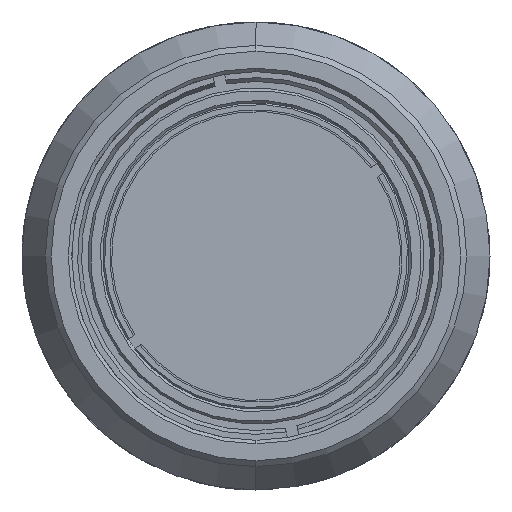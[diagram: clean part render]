
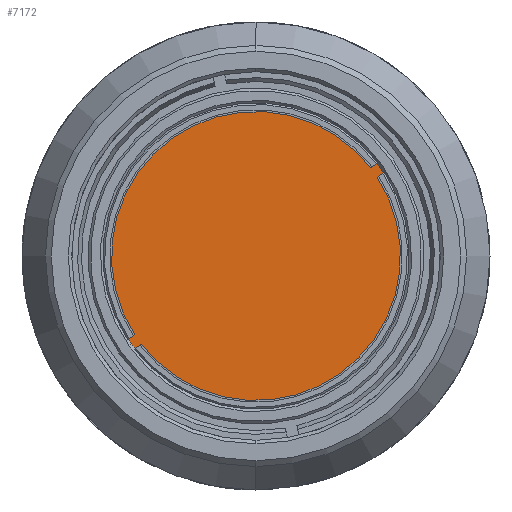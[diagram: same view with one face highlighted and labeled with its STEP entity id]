
A CAD part, left-side view. The second image highlights one B-rep face of the part: STEP entity #7172.
In plain terms, the highlighted planar face has unit normal (-1, 0, 0).
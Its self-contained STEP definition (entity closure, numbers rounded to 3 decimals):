
#88 = EDGE_CURVE ( 'NONE', #5593, #6811, #1836, .T. ) ;
#95 = CARTESIAN_POINT ( 'NONE',  ( 3.36, 9.783, -7.538 ) ) ;
#125 = DIRECTION ( 'NONE',  ( 1., 0., 0. ) ) ;
#182 = DIRECTION ( 'NONE',  ( 0., 0., 1. ) ) ;
#378 = ORIENTED_EDGE ( 'NONE', *, *, #4051, .F. ) ;
#399 = AXIS2_PLACEMENT_3D ( 'NONE', #3723, #1318, #1369 ) ;
#547 = CARTESIAN_POINT ( 'NONE',  ( 3.36, 0., 0. ) ) ;
#552 = CARTESIAN_POINT ( 'NONE',  ( 3.36, 10.314, -7.913 ) ) ;
#650 = DIRECTION ( 'NONE',  ( -1., 0., 0. ) ) ;
#749 = EDGE_CURVE ( 'NONE', #1867, #5247, #4236, .T. ) ;
#832 = VERTEX_POINT ( 'NONE', #95 ) ;
#1065 = CARTESIAN_POINT ( 'NONE',  ( 3.36, 10.361, -6.721 ) ) ;
#1265 = AXIS2_PLACEMENT_3D ( 'NONE', #547, #650, #7062 ) ;
#1273 = CARTESIAN_POINT ( 'NONE',  ( 3.36, 10.892, -7.097 ) ) ;
#1274 = CARTESIAN_POINT ( 'NONE',  ( 3.36, 0., 0. ) ) ;
#1294 = VERTEX_POINT ( 'NONE', #2783 ) ;
#1318 = DIRECTION ( 'NONE',  ( -1., 0., 0. ) ) ;
#1369 = DIRECTION ( 'NONE',  ( 0., 0.816, -0.578 ) ) ;
#1703 = DIRECTION ( 'NONE',  ( 0., 0.816, -0.578 ) ) ;
#1836 = LINE ( 'NONE', #6545, #3630 ) ;
#1867 = VERTEX_POINT ( 'NONE', #5213 ) ;
#1953 = DIRECTION ( 'NONE',  ( 0., 0.816, -0.578 ) ) ;
#2135 = ORIENTED_EDGE ( 'NONE', *, *, #6878, .F. ) ;
#2143 = VERTEX_POINT ( 'NONE', #552 ) ;
#2367 = LINE ( 'NONE', #5281, #7188 ) ;
#2394 = CIRCLE ( 'NONE', #399, 12.35 ) ;
#2474 = DIRECTION ( 'NONE',  ( 0., 0., 1. ) ) ;
#2783 = CARTESIAN_POINT ( 'NONE',  ( 3.36, -9.783, 7.538 ) ) ;
#2831 = ORIENTED_EDGE ( 'NONE', *, *, #749, .F. ) ;
#2879 = CIRCLE ( 'NONE', #1265, 12.35 ) ;
#2959 = DIRECTION ( 'NONE',  ( 0., -0.816, 0.578 ) ) ;
#2966 = CIRCLE ( 'NONE', #5726, 13. ) ;
#3356 = AXIS2_PLACEMENT_3D ( 'NONE', #6754, #4304, #182 ) ;
#3418 = CARTESIAN_POINT ( 'NONE',  ( 3.36, -10.314, 7.913 ) ) ;
#3555 = ORIENTED_EDGE ( 'NONE', *, *, #88, .F. ) ;
#3630 = VECTOR ( 'NONE', #1703, 1000. ) ;
#3720 = EDGE_CURVE ( 'NONE', #832, #2143, #4619, .T. ) ;
#3723 = CARTESIAN_POINT ( 'NONE',  ( 3.36, 0., 0. ) ) ;
#4046 = ORIENTED_EDGE ( 'NONE', *, *, #6181, .T. ) ;
#4051 = EDGE_CURVE ( 'NONE', #1294, #5029, #2367, .T. ) ;
#4091 = LINE ( 'NONE', #6191, #6402 ) ;
#4236 = CIRCLE ( 'NONE', #5261, 13. ) ;
#4264 = CIRCLE ( 'NONE', #5382, 13. ) ;
#4304 = DIRECTION ( 'NONE',  ( -1., 0., 0. ) ) ;
#4337 = PLANE ( 'NONE',  #3356 ) ;
#4421 = DIRECTION ( 'NONE',  ( 0., 0., 1. ) ) ;
#4508 = VERTEX_POINT ( 'NONE', #1065 ) ;
#4619 = LINE ( 'NONE', #7249, #7298 ) ;
#5029 = VERTEX_POINT ( 'NONE', #3418 ) ;
#5053 = DIRECTION ( 'NONE',  ( 0., -0.816, 0.578 ) ) ;
#5213 = CARTESIAN_POINT ( 'NONE',  ( 3.36, 10.611, -7.511 ) ) ;
#5227 = ORIENTED_EDGE ( 'NONE', *, *, #3720, .F. ) ;
#5247 = VERTEX_POINT ( 'NONE', #1273 ) ;
#5261 = AXIS2_PLACEMENT_3D ( 'NONE', #7170, #6011, #2474 ) ;
#5281 = CARTESIAN_POINT ( 'NONE',  ( 3.36, -11.954, 9.075 ) ) ;
#5353 = ORIENTED_EDGE ( 'NONE', *, *, #6755, .T. ) ;
#5382 = AXIS2_PLACEMENT_3D ( 'NONE', #1274, #125, #5447 ) ;
#5447 = DIRECTION ( 'NONE',  ( 0., 0., 1. ) ) ;
#5505 = EDGE_CURVE ( 'NONE', #5247, #4508, #4091, .T. ) ;
#5593 = VERTEX_POINT ( 'NONE', #5913 ) ;
#5602 = ORIENTED_EDGE ( 'NONE', *, *, #5505, .F. ) ;
#5726 = AXIS2_PLACEMENT_3D ( 'NONE', #7383, #6787, #4421 ) ;
#5816 = FACE_OUTER_BOUND ( 'NONE', #6141, .T. ) ;
#5913 = CARTESIAN_POINT ( 'NONE',  ( 3.36, -10.892, 7.097 ) ) ;
#6011 = DIRECTION ( 'NONE',  ( 1., 0., 0. ) ) ;
#6141 = EDGE_LOOP ( 'NONE', ( #5602, #2831, #2135, #5227, #5353, #3555, #7475, #378, #4046 ) ) ;
#6181 = EDGE_CURVE ( 'NONE', #1294, #4508, #2879, .T. ) ;
#6191 = CARTESIAN_POINT ( 'NONE',  ( 3.36, -11.954, 9.075 ) ) ;
#6221 = CARTESIAN_POINT ( 'NONE',  ( 3.36, -10.361, 6.721 ) ) ;
#6402 = VECTOR ( 'NONE', #5053, 1000. ) ;
#6545 = CARTESIAN_POINT ( 'NONE',  ( 3.36, -12.532, 8.258 ) ) ;
#6754 = CARTESIAN_POINT ( 'NONE',  ( 3.36, 0., 0. ) ) ;
#6755 = EDGE_CURVE ( 'NONE', #832, #6811, #2394, .T. ) ;
#6787 = DIRECTION ( 'NONE',  ( 1., 0., 0. ) ) ;
#6811 = VERTEX_POINT ( 'NONE', #6221 ) ;
#6878 = EDGE_CURVE ( 'NONE', #2143, #1867, #2966, .T. ) ;
#7062 = DIRECTION ( 'NONE',  ( 0., 0.816, -0.578 ) ) ;
#7170 = CARTESIAN_POINT ( 'NONE',  ( 3.36, 0., 0. ) ) ;
#7172 = ADVANCED_FACE ( 'NONE', ( #5816 ), #4337, .T. ) ;
#7188 = VECTOR ( 'NONE', #2959, 1000. ) ;
#7249 = CARTESIAN_POINT ( 'NONE',  ( 3.36, -12.532, 8.258 ) ) ;
#7298 = VECTOR ( 'NONE', #1953, 1000. ) ;
#7383 = CARTESIAN_POINT ( 'NONE',  ( 3.36, 0., 0. ) ) ;
#7475 = ORIENTED_EDGE ( 'NONE', *, *, #7689, .F. ) ;
#7689 = EDGE_CURVE ( 'NONE', #5029, #5593, #4264, .T. ) ;
